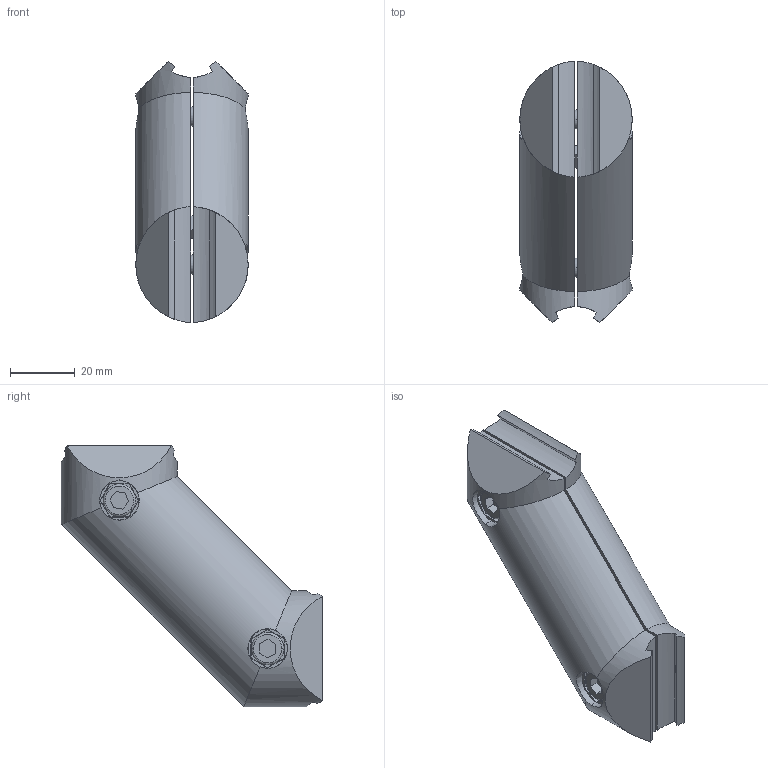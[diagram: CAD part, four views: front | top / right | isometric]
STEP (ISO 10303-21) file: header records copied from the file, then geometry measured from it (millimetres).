
FILE_DESCRIPTION (( 'STEP AP214' ), '1' );
FILE_NAME ('6951067', '2019-02-04T08:17:07', ( '' ), ('JUGARD+KÜNSTNER GmbH'), 'SwSTEP 2.0', 'SolidWorks 2017', '' );
FILE_SCHEMA (( 'AUTOMOTIVE_DESIGN' ));
Length unit declared in the file: millimetre
Products named in the file (1): 6951067_CNAJF00
Bounding box: 34.79 x 80.96 x 80.96 mm (x, y, z)
Volume: 84817.6 mm3; surface area: 20722.7 mm2
Topology: 1 solids, 1 shells, 148 faces, 379 edges, 245 vertices
Faces by surface type: plane 79, cylinder 36, cone 25, bspline 8
Entity records: 6554 total; most frequent: CARTESIAN_POINT 1465, ORIENTED_EDGE 758, DIRECTION 646, EDGE_CURVE 379, VERTEX_POINT 245, AXIS2_PLACEMENT_3D 217, LINE 212, VECTOR 212
